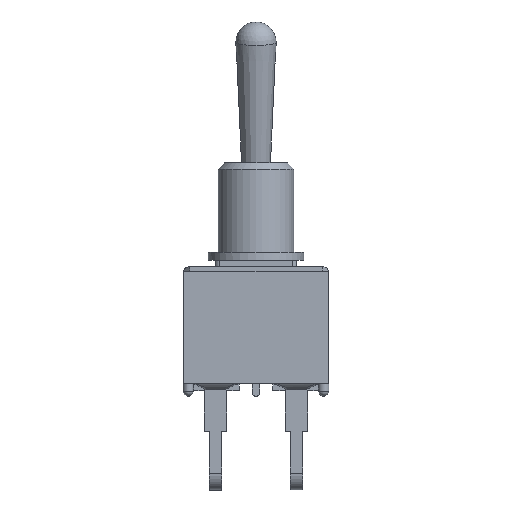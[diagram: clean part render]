
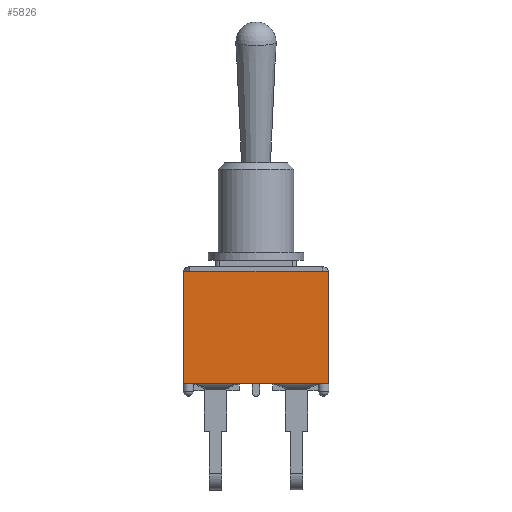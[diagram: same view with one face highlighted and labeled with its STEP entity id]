
A CAD part, left-side view. The second image highlights one B-rep face of the part: STEP entity #5826.
In plain terms, the highlighted planar face has unit normal (-1, 0, 0).
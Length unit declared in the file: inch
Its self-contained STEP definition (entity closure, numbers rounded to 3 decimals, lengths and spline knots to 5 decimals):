
#470=FACE_OUTER_BOUND('',#783,.T.);
#783=EDGE_LOOP('',(#5266,#5267,#5268,#5269,#5270,#5271,#5272,#5273));
#1289=LINE('',#9774,#1935);
#1359=LINE('',#9933,#2005);
#1463=LINE('',#10141,#2109);
#1487=LINE('',#10212,#2133);
#1488=LINE('',#10215,#2134);
#1537=LINE('',#10308,#2183);
#1547=LINE('',#10327,#2193);
#1549=LINE('',#10333,#2195);
#1935=VECTOR('',#7197,0.3937);
#2005=VECTOR('',#7315,0.3937);
#2109=VECTOR('',#7509,0.3937);
#2133=VECTOR('',#7587,0.3937);
#2134=VECTOR('',#7590,0.3937);
#2183=VECTOR('',#7681,0.3937);
#2193=VECTOR('',#7703,0.3937);
#2195=VECTOR('',#7713,0.3937);
#2569=VERTEX_POINT('',#9738);
#2581=VERTEX_POINT('',#9772);
#2619=VERTEX_POINT('',#9862);
#2645=VERTEX_POINT('',#9925);
#2705=VERTEX_POINT('',#10139);
#2725=VERTEX_POINT('',#10210);
#2726=VERTEX_POINT('',#10214);
#2749=VERTEX_POINT('',#10306);
#3316=EDGE_CURVE('',#2581,#2569,#1289,.T.);
#3396=EDGE_CURVE('',#2645,#2619,#1359,.T.);
#3500=EDGE_CURVE('',#2619,#2705,#1463,.T.);
#3534=EDGE_CURVE('',#2725,#2581,#1487,.T.);
#3535=EDGE_CURVE('',#2569,#2726,#1488,.T.);
#3584=EDGE_CURVE('',#2725,#2749,#1537,.T.);
#3594=EDGE_CURVE('',#2749,#2645,#1547,.T.);
#3596=EDGE_CURVE('',#2726,#2705,#1549,.T.);
#5266=ORIENTED_EDGE('',*,*,#3594,.T.);
#5267=ORIENTED_EDGE('',*,*,#3396,.T.);
#5268=ORIENTED_EDGE('',*,*,#3500,.T.);
#5269=ORIENTED_EDGE('',*,*,#3596,.F.);
#5270=ORIENTED_EDGE('',*,*,#3535,.F.);
#5271=ORIENTED_EDGE('',*,*,#3316,.F.);
#5272=ORIENTED_EDGE('',*,*,#3534,.F.);
#5273=ORIENTED_EDGE('',*,*,#3584,.T.);
#5525=PLANE('',#6260);
#5826=ADVANCED_FACE('',(#470),#5525,.T.);
#6260=AXIS2_PLACEMENT_3D('',#10332,#7711,#7712);
#7197=DIRECTION('',(0.,1.,0.));
#7315=DIRECTION('',(0.,1.,0.));
#7509=DIRECTION('',(0.,1.,0.));
#7587=DIRECTION('',(0.,1.,0.));
#7590=DIRECTION('',(0.,1.,0.));
#7681=DIRECTION('',(0.,0.,1.));
#7703=DIRECTION('',(0.,1.,0.));
#7711=DIRECTION('center_axis',(-1.,0.,0.));
#7712=DIRECTION('ref_axis',(0.,0.,1.));
#7713=DIRECTION('',(0.,0.,1.));
#9738=CARTESIAN_POINT('',(-0.16004,0.16713,0.));
#9772=CARTESIAN_POINT('',(-0.16004,-0.16713,0.));
#9774=CARTESIAN_POINT('',(-0.16004,-0.17992,0.));
#9862=CARTESIAN_POINT('',(-0.16004,0.16378,0.27756));
#9925=CARTESIAN_POINT('',(-0.16004,-0.16378,0.27756));
#9933=CARTESIAN_POINT('',(-0.16004,-0.17992,0.27756));
#10139=CARTESIAN_POINT('',(-0.16004,0.17992,0.27756));
#10141=CARTESIAN_POINT('',(-0.16004,-0.17992,0.27756));
#10210=CARTESIAN_POINT('',(-0.16004,-0.17992,0.));
#10212=CARTESIAN_POINT('',(-0.16004,-0.17992,0.));
#10214=CARTESIAN_POINT('',(-0.16004,0.17992,0.));
#10215=CARTESIAN_POINT('',(-0.16004,-0.17992,0.));
#10306=CARTESIAN_POINT('',(-0.16004,-0.17992,0.27756));
#10308=CARTESIAN_POINT('',(-0.16004,-0.17992,0.));
#10327=CARTESIAN_POINT('',(-0.16004,-0.17992,0.27756));
#10332=CARTESIAN_POINT('Origin',(-0.16004,-0.17992,0.));
#10333=CARTESIAN_POINT('',(-0.16004,0.17992,0.));
